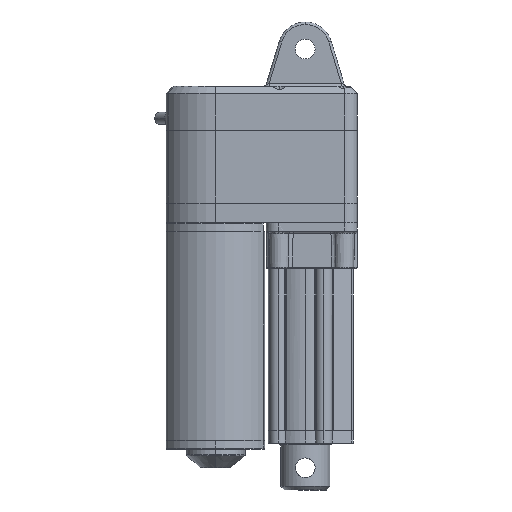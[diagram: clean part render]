
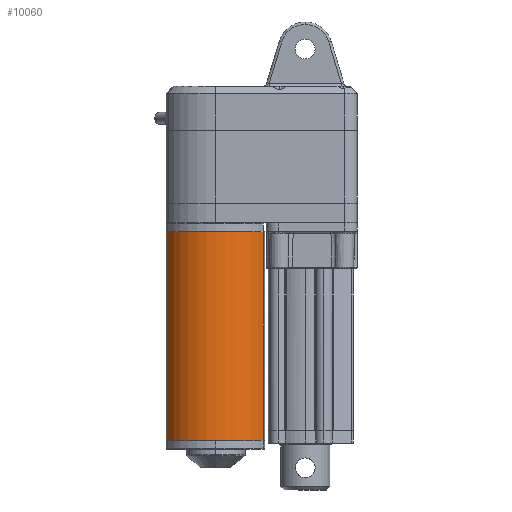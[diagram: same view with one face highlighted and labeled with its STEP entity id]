
A CAD part, left-side view. The second image highlights one B-rep face of the part: STEP entity #10060.
In plain terms, the highlighted cylindrical face has radius 22.5 mm (diameter 45 mm), a partial arc.
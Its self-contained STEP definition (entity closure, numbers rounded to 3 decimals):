
#9898=CARTESIAN_POINT('',(-11.596,-1.967,186.4));
#9899=VERTEX_POINT('',#9898);
#9900=CARTESIAN_POINT('',(-11.596,-1.967,101.6));
#9901=VERTEX_POINT('',#9900);
#9902=CARTESIAN_POINT('',(-11.596,-1.967,186.4));
#9903=DIRECTION('',(0.,0.,-1.));
#9904=VECTOR('',#9903,84.8);
#9905=LINE('',#9902,#9904);
#9906=EDGE_CURVE('',#9899,#9901,#9905,.T.);
#9974=CARTESIAN_POINT('',(-11.573,36.605,101.6));
#9975=VERTEX_POINT('',#9974);
#9993=CARTESIAN_POINT('',(0.005,17.312,101.6));
#9994=DIRECTION('',(-0.516,-0.857,0.));
#9995=DIRECTION('',(0.,0.,-1.));
#9996=AXIS2_PLACEMENT_3D('',#9993,#9995,#9994);
#9997=CIRCLE('',#9996,22.5);
#9998=EDGE_CURVE('',#9901,#9975,#9997,.T.);
#10025=CARTESIAN_POINT('',(-11.573,36.605,186.4));
#10026=VERTEX_POINT('',#10025);
#10027=CARTESIAN_POINT('',(-11.573,36.605,101.6));
#10028=DIRECTION('',(0.,0.,1.));
#10029=VECTOR('',#10028,84.8);
#10030=LINE('',#10027,#10029);
#10031=EDGE_CURVE('',#9975,#10026,#10030,.T.);
#10043=CARTESIAN_POINT('',(0.005,17.312,186.4));
#10044=DIRECTION('',(-0.515,0.857,0.));
#10045=DIRECTION('',(0.,0.,-1.));
#10046=AXIS2_PLACEMENT_3D('',#10043,#10045,#10044);
#10047=CYLINDRICAL_SURFACE('',#10046,22.5);
#10048=ORIENTED_EDGE('',*,*,#10031,.F.);
#10049=ORIENTED_EDGE('',*,*,#9998,.F.);
#10050=ORIENTED_EDGE('',*,*,#9906,.F.);
#10051=CARTESIAN_POINT('',(0.005,17.312,186.4));
#10052=DIRECTION('',(-0.516,-0.857,0.));
#10053=DIRECTION('',(0.,0.,-1.));
#10054=AXIS2_PLACEMENT_3D('',#10051,#10053,#10052);
#10055=CIRCLE('',#10054,22.5);
#10056=EDGE_CURVE('',#9899,#10026,#10055,.T.);
#10057=ORIENTED_EDGE('E778',*,*,#10056,.T.);
#10058=EDGE_LOOP('',(#10048,#10049,#10050,#10057));
#10059=FACE_OUTER_BOUND('',#10058,.T.);
#10060=ADVANCED_FACE('F262',(#10059),#10047,.T.);
